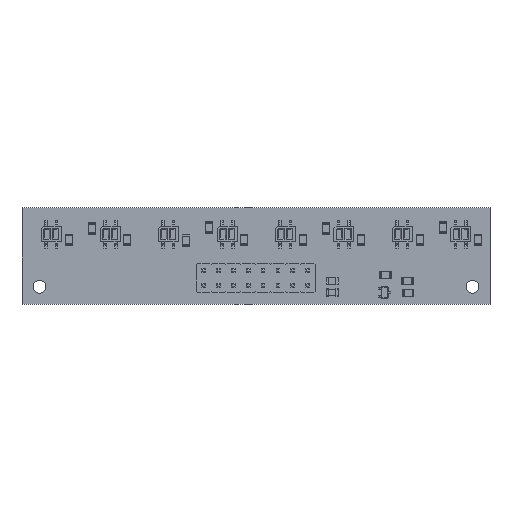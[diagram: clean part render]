
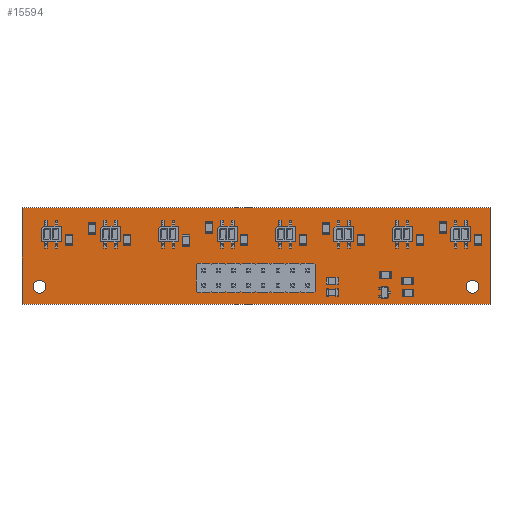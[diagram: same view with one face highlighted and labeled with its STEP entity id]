
A CAD part, top view. The second image highlights one B-rep face of the part: STEP entity #15594.
In plain terms, the highlighted planar face has unit normal (0, 0, 1).
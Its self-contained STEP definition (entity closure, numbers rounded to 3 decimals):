
#15284 = VERTEX_POINT('',#15285);
#15285 = CARTESIAN_POINT('',(40.,-8.25,1.6));
#15291 = EDGE_CURVE('',#15284,#15292,#15294,.T.);
#15292 = VERTEX_POINT('',#15293);
#15293 = CARTESIAN_POINT('',(-40.,-8.25,1.6));
#15294 = LINE('',#15295,#15296);
#15295 = CARTESIAN_POINT('',(40.,-8.25,1.6));
#15296 = VECTOR('',#15297,1.);
#15297 = DIRECTION('',(-1.,0.,0.));
#15324 = VERTEX_POINT('',#15325);
#15325 = CARTESIAN_POINT('',(40.,8.25,1.6));
#15331 = EDGE_CURVE('',#15324,#15284,#15332,.T.);
#15332 = LINE('',#15333,#15334);
#15333 = CARTESIAN_POINT('',(40.,8.25,1.6));
#15334 = VECTOR('',#15335,1.);
#15335 = DIRECTION('',(0.,-1.,0.));
#15353 = EDGE_CURVE('',#15292,#15354,#15356,.T.);
#15354 = VERTEX_POINT('',#15355);
#15355 = CARTESIAN_POINT('',(-40.,8.25,1.6));
#15356 = LINE('',#15357,#15358);
#15357 = CARTESIAN_POINT('',(-40.,-8.25,1.6));
#15358 = VECTOR('',#15359,1.);
#15359 = DIRECTION('',(0.,1.,0.));
#15594 = ADVANCED_FACE('',(#15595,#15606,#15617,#15628,#15639,#15650,
    #15661,#15672,#15683,#15694,#15705,#15716,#15727,#15738,#15749,
    #15760,#15771,#15782,#15793),#15804,.T.);
#15595 = FACE_BOUND('',#15596,.T.);
#15596 = EDGE_LOOP('',(#15597,#15598,#15599,#15605));
#15597 = ORIENTED_EDGE('',*,*,#15291,.F.);
#15598 = ORIENTED_EDGE('',*,*,#15331,.F.);
#15599 = ORIENTED_EDGE('',*,*,#15600,.F.);
#15600 = EDGE_CURVE('',#15354,#15324,#15601,.T.);
#15601 = LINE('',#15602,#15603);
#15602 = CARTESIAN_POINT('',(-40.,8.25,1.6));
#15603 = VECTOR('',#15604,1.);
#15604 = DIRECTION('',(1.,0.,0.));
#15605 = ORIENTED_EDGE('',*,*,#15353,.F.);
#15606 = FACE_BOUND('',#15607,.T.);
#15607 = EDGE_LOOP('',(#15608));
#15608 = ORIENTED_EDGE('',*,*,#15609,.T.);
#15609 = EDGE_CURVE('',#15610,#15610,#15612,.T.);
#15610 = VERTEX_POINT('',#15611);
#15611 = CARTESIAN_POINT('',(-37.,-6.35,1.6));
#15612 = CIRCLE('',#15613,1.1);
#15613 = AXIS2_PLACEMENT_3D('',#15614,#15615,#15616);
#15614 = CARTESIAN_POINT('',(-37.,-5.25,1.6));
#15615 = DIRECTION('',(-0.,0.,-1.));
#15616 = DIRECTION('',(-0.,-1.,0.));
#15617 = FACE_BOUND('',#15618,.T.);
#15618 = EDGE_LOOP('',(#15619));
#15619 = ORIENTED_EDGE('',*,*,#15620,.T.);
#15620 = EDGE_CURVE('',#15621,#15621,#15623,.T.);
#15621 = VERTEX_POINT('',#15622);
#15622 = CARTESIAN_POINT('',(-8.95,-5.525,1.6));
#15623 = CIRCLE('',#15624,0.5);
#15624 = AXIS2_PLACEMENT_3D('',#15625,#15626,#15627);
#15625 = CARTESIAN_POINT('',(-8.95,-5.025,1.6));
#15626 = DIRECTION('',(-0.,0.,-1.));
#15627 = DIRECTION('',(-0.,-1.,0.));
#15628 = FACE_BOUND('',#15629,.T.);
#15629 = EDGE_LOOP('',(#15630));
#15630 = ORIENTED_EDGE('',*,*,#15631,.T.);
#15631 = EDGE_CURVE('',#15632,#15632,#15634,.T.);
#15632 = VERTEX_POINT('',#15633);
#15633 = CARTESIAN_POINT('',(-6.41,-5.525,1.6));
#15634 = CIRCLE('',#15635,0.5);
#15635 = AXIS2_PLACEMENT_3D('',#15636,#15637,#15638);
#15636 = CARTESIAN_POINT('',(-6.41,-5.025,1.6));
#15637 = DIRECTION('',(-0.,0.,-1.));
#15638 = DIRECTION('',(-0.,-1.,0.));
#15639 = FACE_BOUND('',#15640,.T.);
#15640 = EDGE_LOOP('',(#15641));
#15641 = ORIENTED_EDGE('',*,*,#15642,.T.);
#15642 = EDGE_CURVE('',#15643,#15643,#15645,.T.);
#15643 = VERTEX_POINT('',#15644);
#15644 = CARTESIAN_POINT('',(-3.87,-5.525,1.6));
#15645 = CIRCLE('',#15646,0.5);
#15646 = AXIS2_PLACEMENT_3D('',#15647,#15648,#15649);
#15647 = CARTESIAN_POINT('',(-3.87,-5.025,1.6));
#15648 = DIRECTION('',(-0.,0.,-1.));
#15649 = DIRECTION('',(-0.,-1.,0.));
#15650 = FACE_BOUND('',#15651,.T.);
#15651 = EDGE_LOOP('',(#15652));
#15652 = ORIENTED_EDGE('',*,*,#15653,.T.);
#15653 = EDGE_CURVE('',#15654,#15654,#15656,.T.);
#15654 = VERTEX_POINT('',#15655);
#15655 = CARTESIAN_POINT('',(-1.33,-5.525,1.6));
#15656 = CIRCLE('',#15657,0.5);
#15657 = AXIS2_PLACEMENT_3D('',#15658,#15659,#15660);
#15658 = CARTESIAN_POINT('',(-1.33,-5.025,1.6));
#15659 = DIRECTION('',(-0.,0.,-1.));
#15660 = DIRECTION('',(-0.,-1.,0.));
#15661 = FACE_BOUND('',#15662,.T.);
#15662 = EDGE_LOOP('',(#15663));
#15663 = ORIENTED_EDGE('',*,*,#15664,.T.);
#15664 = EDGE_CURVE('',#15665,#15665,#15667,.T.);
#15665 = VERTEX_POINT('',#15666);
#15666 = CARTESIAN_POINT('',(1.21,-5.525,1.6));
#15667 = CIRCLE('',#15668,0.5);
#15668 = AXIS2_PLACEMENT_3D('',#15669,#15670,#15671);
#15669 = CARTESIAN_POINT('',(1.21,-5.025,1.6));
#15670 = DIRECTION('',(-0.,0.,-1.));
#15671 = DIRECTION('',(-0.,-1.,0.));
#15672 = FACE_BOUND('',#15673,.T.);
#15673 = EDGE_LOOP('',(#15674));
#15674 = ORIENTED_EDGE('',*,*,#15675,.T.);
#15675 = EDGE_CURVE('',#15676,#15676,#15678,.T.);
#15676 = VERTEX_POINT('',#15677);
#15677 = CARTESIAN_POINT('',(3.75,-5.525,1.6));
#15678 = CIRCLE('',#15679,0.5);
#15679 = AXIS2_PLACEMENT_3D('',#15680,#15681,#15682);
#15680 = CARTESIAN_POINT('',(3.75,-5.025,1.6));
#15681 = DIRECTION('',(-0.,0.,-1.));
#15682 = DIRECTION('',(-0.,-1.,0.));
#15683 = FACE_BOUND('',#15684,.T.);
#15684 = EDGE_LOOP('',(#15685));
#15685 = ORIENTED_EDGE('',*,*,#15686,.T.);
#15686 = EDGE_CURVE('',#15687,#15687,#15689,.T.);
#15687 = VERTEX_POINT('',#15688);
#15688 = CARTESIAN_POINT('',(6.29,-5.525,1.6));
#15689 = CIRCLE('',#15690,0.5);
#15690 = AXIS2_PLACEMENT_3D('',#15691,#15692,#15693);
#15691 = CARTESIAN_POINT('',(6.29,-5.025,1.6));
#15692 = DIRECTION('',(-0.,0.,-1.));
#15693 = DIRECTION('',(-0.,-1.,0.));
#15694 = FACE_BOUND('',#15695,.T.);
#15695 = EDGE_LOOP('',(#15696));
#15696 = ORIENTED_EDGE('',*,*,#15697,.T.);
#15697 = EDGE_CURVE('',#15698,#15698,#15700,.T.);
#15698 = VERTEX_POINT('',#15699);
#15699 = CARTESIAN_POINT('',(8.83,-5.525,1.6));
#15700 = CIRCLE('',#15701,0.5);
#15701 = AXIS2_PLACEMENT_3D('',#15702,#15703,#15704);
#15702 = CARTESIAN_POINT('',(8.83,-5.025,1.6));
#15703 = DIRECTION('',(-0.,0.,-1.));
#15704 = DIRECTION('',(-0.,-1.,0.));
#15705 = FACE_BOUND('',#15706,.T.);
#15706 = EDGE_LOOP('',(#15707));
#15707 = ORIENTED_EDGE('',*,*,#15708,.T.);
#15708 = EDGE_CURVE('',#15709,#15709,#15711,.T.);
#15709 = VERTEX_POINT('',#15710);
#15710 = CARTESIAN_POINT('',(37.,-6.35,1.6));
#15711 = CIRCLE('',#15712,1.1);
#15712 = AXIS2_PLACEMENT_3D('',#15713,#15714,#15715);
#15713 = CARTESIAN_POINT('',(37.,-5.25,1.6));
#15714 = DIRECTION('',(-0.,0.,-1.));
#15715 = DIRECTION('',(-0.,-1.,0.));
#15716 = FACE_BOUND('',#15717,.T.);
#15717 = EDGE_LOOP('',(#15718));
#15718 = ORIENTED_EDGE('',*,*,#15719,.T.);
#15719 = EDGE_CURVE('',#15720,#15720,#15722,.T.);
#15720 = VERTEX_POINT('',#15721);
#15721 = CARTESIAN_POINT('',(-8.95,-2.985,1.6));
#15722 = CIRCLE('',#15723,0.5);
#15723 = AXIS2_PLACEMENT_3D('',#15724,#15725,#15726);
#15724 = CARTESIAN_POINT('',(-8.95,-2.485,1.6));
#15725 = DIRECTION('',(-0.,0.,-1.));
#15726 = DIRECTION('',(-0.,-1.,0.));
#15727 = FACE_BOUND('',#15728,.T.);
#15728 = EDGE_LOOP('',(#15729));
#15729 = ORIENTED_EDGE('',*,*,#15730,.T.);
#15730 = EDGE_CURVE('',#15731,#15731,#15733,.T.);
#15731 = VERTEX_POINT('',#15732);
#15732 = CARTESIAN_POINT('',(-6.41,-2.985,1.6));
#15733 = CIRCLE('',#15734,0.5);
#15734 = AXIS2_PLACEMENT_3D('',#15735,#15736,#15737);
#15735 = CARTESIAN_POINT('',(-6.41,-2.485,1.6));
#15736 = DIRECTION('',(-0.,0.,-1.));
#15737 = DIRECTION('',(-0.,-1.,0.));
#15738 = FACE_BOUND('',#15739,.T.);
#15739 = EDGE_LOOP('',(#15740));
#15740 = ORIENTED_EDGE('',*,*,#15741,.T.);
#15741 = EDGE_CURVE('',#15742,#15742,#15744,.T.);
#15742 = VERTEX_POINT('',#15743);
#15743 = CARTESIAN_POINT('',(-3.87,-2.985,1.6));
#15744 = CIRCLE('',#15745,0.5);
#15745 = AXIS2_PLACEMENT_3D('',#15746,#15747,#15748);
#15746 = CARTESIAN_POINT('',(-3.87,-2.485,1.6));
#15747 = DIRECTION('',(-0.,0.,-1.));
#15748 = DIRECTION('',(-0.,-1.,0.));
#15749 = FACE_BOUND('',#15750,.T.);
#15750 = EDGE_LOOP('',(#15751));
#15751 = ORIENTED_EDGE('',*,*,#15752,.T.);
#15752 = EDGE_CURVE('',#15753,#15753,#15755,.T.);
#15753 = VERTEX_POINT('',#15754);
#15754 = CARTESIAN_POINT('',(-1.33,-2.985,1.6));
#15755 = CIRCLE('',#15756,0.5);
#15756 = AXIS2_PLACEMENT_3D('',#15757,#15758,#15759);
#15757 = CARTESIAN_POINT('',(-1.33,-2.485,1.6));
#15758 = DIRECTION('',(-0.,0.,-1.));
#15759 = DIRECTION('',(-0.,-1.,0.));
#15760 = FACE_BOUND('',#15761,.T.);
#15761 = EDGE_LOOP('',(#15762));
#15762 = ORIENTED_EDGE('',*,*,#15763,.T.);
#15763 = EDGE_CURVE('',#15764,#15764,#15766,.T.);
#15764 = VERTEX_POINT('',#15765);
#15765 = CARTESIAN_POINT('',(1.21,-2.985,1.6));
#15766 = CIRCLE('',#15767,0.5);
#15767 = AXIS2_PLACEMENT_3D('',#15768,#15769,#15770);
#15768 = CARTESIAN_POINT('',(1.21,-2.485,1.6));
#15769 = DIRECTION('',(-0.,0.,-1.));
#15770 = DIRECTION('',(-0.,-1.,0.));
#15771 = FACE_BOUND('',#15772,.T.);
#15772 = EDGE_LOOP('',(#15773));
#15773 = ORIENTED_EDGE('',*,*,#15774,.T.);
#15774 = EDGE_CURVE('',#15775,#15775,#15777,.T.);
#15775 = VERTEX_POINT('',#15776);
#15776 = CARTESIAN_POINT('',(3.75,-2.985,1.6));
#15777 = CIRCLE('',#15778,0.5);
#15778 = AXIS2_PLACEMENT_3D('',#15779,#15780,#15781);
#15779 = CARTESIAN_POINT('',(3.75,-2.485,1.6));
#15780 = DIRECTION('',(-0.,0.,-1.));
#15781 = DIRECTION('',(-0.,-1.,0.));
#15782 = FACE_BOUND('',#15783,.T.);
#15783 = EDGE_LOOP('',(#15784));
#15784 = ORIENTED_EDGE('',*,*,#15785,.T.);
#15785 = EDGE_CURVE('',#15786,#15786,#15788,.T.);
#15786 = VERTEX_POINT('',#15787);
#15787 = CARTESIAN_POINT('',(6.29,-2.985,1.6));
#15788 = CIRCLE('',#15789,0.5);
#15789 = AXIS2_PLACEMENT_3D('',#15790,#15791,#15792);
#15790 = CARTESIAN_POINT('',(6.29,-2.485,1.6));
#15791 = DIRECTION('',(-0.,0.,-1.));
#15792 = DIRECTION('',(-0.,-1.,0.));
#15793 = FACE_BOUND('',#15794,.T.);
#15794 = EDGE_LOOP('',(#15795));
#15795 = ORIENTED_EDGE('',*,*,#15796,.T.);
#15796 = EDGE_CURVE('',#15797,#15797,#15799,.T.);
#15797 = VERTEX_POINT('',#15798);
#15798 = CARTESIAN_POINT('',(8.83,-2.985,1.6));
#15799 = CIRCLE('',#15800,0.5);
#15800 = AXIS2_PLACEMENT_3D('',#15801,#15802,#15803);
#15801 = CARTESIAN_POINT('',(8.83,-2.485,1.6));
#15802 = DIRECTION('',(-0.,0.,-1.));
#15803 = DIRECTION('',(-0.,-1.,0.));
#15804 = PLANE('',#15805);
#15805 = AXIS2_PLACEMENT_3D('',#15806,#15807,#15808);
#15806 = CARTESIAN_POINT('',(0.,0.,1.6));
#15807 = DIRECTION('',(0.,0.,1.));
#15808 = DIRECTION('',(1.,0.,-0.));
